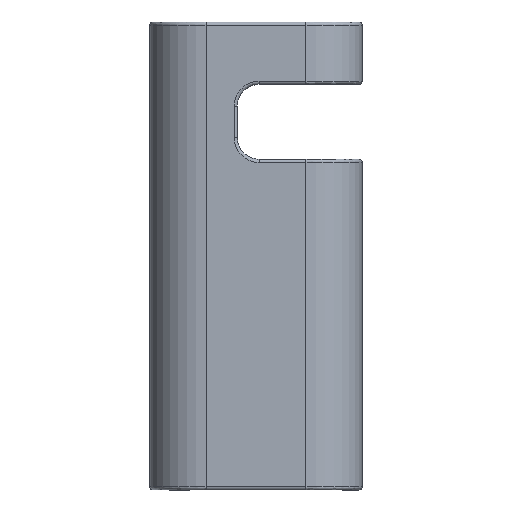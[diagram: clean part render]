
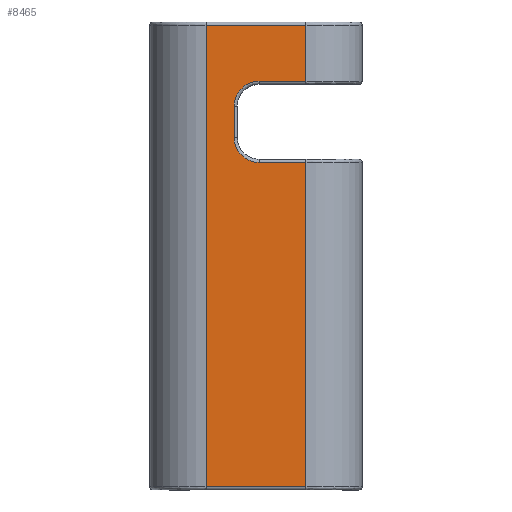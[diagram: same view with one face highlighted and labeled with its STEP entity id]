
A CAD part, left-side view. The second image highlights one B-rep face of the part: STEP entity #8465.
In plain terms, the highlighted planar face has unit normal (-1, 0, 0).
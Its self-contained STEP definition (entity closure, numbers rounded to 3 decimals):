
#110 = VERTEX_POINT ( 'NONE', #7866 ) ;
#184 = VERTEX_POINT ( 'NONE', #1359 ) ;
#502 = VECTOR ( 'NONE', #6704, 1000. ) ;
#691 = B_SPLINE_CURVE_WITH_KNOTS ( 'NONE', 3,
 ( #7975, #7127, #2808, #8963, #9070, #10267 ),
 .UNSPECIFIED., .F., .F.,
 ( 4, 2, 4 ),
 ( 0., 0.5, 1. ),
 .UNSPECIFIED. ) ;
#694 = VERTEX_POINT ( 'NONE', #7702 ) ;
#701 = VECTOR ( 'NONE', #10607, 1000. ) ;
#759 = VERTEX_POINT ( 'NONE', #9427 ) ;
#1206 = DIRECTION ( 'NONE',  ( 0., 0., 1. ) ) ;
#1359 = CARTESIAN_POINT ( 'NONE',  ( -1.46, -1.118, -3.785 ) ) ;
#1481 = DIRECTION ( 'NONE',  ( 0., -1., 0. ) ) ;
#1529 = VERTEX_POINT ( 'NONE', #8276 ) ;
#1694 = CARTESIAN_POINT ( 'NONE',  ( -1.46, -1.118, -0.025 ) ) ;
#1703 = EDGE_CURVE ( 'NONE', #1529, #110, #4556, .T. ) ;
#1964 = CARTESIAN_POINT ( 'NONE',  ( -1.46, -0.305, -0.025 ) ) ;
#1976 = EDGE_CURVE ( 'NONE', #11127, #2076, #10104, .T. ) ;
#2076 = VERTEX_POINT ( 'NONE', #1694 ) ;
#2127 = CARTESIAN_POINT ( 'NONE',  ( -1.46, -1.118, -0.483 ) ) ;
#2139 = ORIENTED_EDGE ( 'NONE', *, *, #4337, .F. ) ;
#2283 = CARTESIAN_POINT ( 'NONE',  ( -1.46, -0.305, -3.81 ) ) ;
#2538 = EDGE_CURVE ( 'NONE', #694, #759, #10687, .T. ) ;
#2569 = CARTESIAN_POINT ( 'NONE',  ( -1.46, 0.152, -3.81 ) ) ;
#2808 = CARTESIAN_POINT ( 'NONE',  ( -1.46, -0.554, -0.582 ) ) ;
#2859 = CARTESIAN_POINT ( 'NONE',  ( -1.46, -0.305, -3.785 ) ) ;
#2929 = VECTOR ( 'NONE', #4720, 1000. ) ;
#3018 = LINE ( 'NONE', #6475, #6446 ) ;
#3075 = CARTESIAN_POINT ( 'NONE',  ( -1.46, -0.533, -0.996 ) ) ;
#3133 = CARTESIAN_POINT ( 'NONE',  ( -1.46, -0.681, -1.143 ) ) ;
#3312 = ORIENTED_EDGE ( 'NONE', *, *, #10914, .T. ) ;
#3798 = CARTESIAN_POINT ( 'NONE',  ( -1.46, -1.118, -3.81 ) ) ;
#3823 = CARTESIAN_POINT ( 'NONE',  ( -1.46, -0.633, -1.123 ) ) ;
#4114 = CARTESIAN_POINT ( 'NONE',  ( -1.46, 0.152, -0.025 ) ) ;
#4168 = DIRECTION ( 'NONE',  ( 0., -1., 0. ) ) ;
#4337 = EDGE_CURVE ( 'NONE', #9451, #9920, #6265, .T. ) ;
#4556 = LINE ( 'NONE', #8021, #4733 ) ;
#4720 = DIRECTION ( 'NONE',  ( 0., 0., 1. ) ) ;
#4733 = VECTOR ( 'NONE', #10790, 1000. ) ;
#4846 = CARTESIAN_POINT ( 'NONE',  ( -1.46, -0.737, -1.143 ) ) ;
#4892 = PLANE ( 'NONE',  #7979 ) ;
#5082 = VECTOR ( 'NONE', #7709, 1000. ) ;
#5127 = CARTESIAN_POINT ( 'NONE',  ( -1.46, 0.152, -3.785 ) ) ;
#5204 = ORIENTED_EDGE ( 'NONE', *, *, #2538, .T. ) ;
#5232 = ORIENTED_EDGE ( 'NONE', *, *, #10211, .T. ) ;
#5644 = CARTESIAN_POINT ( 'NONE',  ( -1.46, -0.553, -1.044 ) ) ;
#5751 = EDGE_CURVE ( 'NONE', #184, #1529, #6466, .T. ) ;
#5759 = CARTESIAN_POINT ( 'NONE',  ( -1.46, -0.533, -0.94 ) ) ;
#5768 = ORIENTED_EDGE ( 'NONE', *, *, #9653, .T. ) ;
#6099 = ORIENTED_EDGE ( 'NONE', *, *, #1703, .T. ) ;
#6265 = LINE ( 'NONE', #2283, #502 ) ;
#6382 = FACE_OUTER_BOUND ( 'NONE', #9260, .T. ) ;
#6446 = VECTOR ( 'NONE', #8079, 1000. ) ;
#6466 = LINE ( 'NONE', #3798, #701 ) ;
#6475 = CARTESIAN_POINT ( 'NONE',  ( -1.46, 0.152, -0.483 ) ) ;
#6704 = DIRECTION ( 'NONE',  ( 0., 0., 1. ) ) ;
#6980 = EDGE_CURVE ( 'NONE', #2076, #9920, #9490, .T. ) ;
#7127 = CARTESIAN_POINT ( 'NONE',  ( -1.46, -0.533, -0.63 ) ) ;
#7499 = VECTOR ( 'NONE', #1206, 1000. ) ;
#7504 = CARTESIAN_POINT ( 'NONE',  ( -1.46, -1.118, -3.81 ) ) ;
#7625 = ORIENTED_EDGE ( 'NONE', *, *, #1976, .T. ) ;
#7702 = CARTESIAN_POINT ( 'NONE',  ( -1.46, -0.533, -0.94 ) ) ;
#7709 = DIRECTION ( 'NONE',  ( 0., 1., 0. ) ) ;
#7866 = CARTESIAN_POINT ( 'NONE',  ( -1.46, -0.737, -1.143 ) ) ;
#7975 = CARTESIAN_POINT ( 'NONE',  ( -1.46, -0.533, -0.686 ) ) ;
#7979 = AXIS2_PLACEMENT_3D ( 'NONE', #2569, #11075, #1481 ) ;
#8021 = CARTESIAN_POINT ( 'NONE',  ( -1.46, 0.152, -1.143 ) ) ;
#8079 = DIRECTION ( 'NONE',  ( 0., -1., 0. ) ) ;
#8187 = ORIENTED_EDGE ( 'NONE', *, *, #5751, .T. ) ;
#8276 = CARTESIAN_POINT ( 'NONE',  ( -1.46, -1.118, -1.143 ) ) ;
#8278 = CARTESIAN_POINT ( 'NONE',  ( -1.46, -0.533, -3.81 ) ) ;
#8465 = ADVANCED_FACE ( 'NONE', ( #6382 ), #4892, .T. ) ;
#8610 = CARTESIAN_POINT ( 'NONE',  ( -1.46, -0.737, -0.483 ) ) ;
#8818 = VECTOR ( 'NONE', #4168, 1000. ) ;
#8952 = EDGE_CURVE ( 'NONE', #110, #694, #10763, .T. ) ;
#8963 = CARTESIAN_POINT ( 'NONE',  ( -1.46, -0.632, -0.502 ) ) ;
#9070 = CARTESIAN_POINT ( 'NONE',  ( -1.46, -0.68, -0.483 ) ) ;
#9260 = EDGE_LOOP ( 'NONE', ( #5232, #5768, #7625, #9328, #2139, #3312, #8187, #6099, #10136, #5204 ) ) ;
#9328 = ORIENTED_EDGE ( 'NONE', *, *, #6980, .T. ) ;
#9427 = CARTESIAN_POINT ( 'NONE',  ( -1.46, -0.533, -0.686 ) ) ;
#9451 = VERTEX_POINT ( 'NONE', #2859 ) ;
#9490 = LINE ( 'NONE', #4114, #5082 ) ;
#9653 = EDGE_CURVE ( 'NONE', #10951, #11127, #3018, .T. ) ;
#9920 = VERTEX_POINT ( 'NONE', #1964 ) ;
#10104 = LINE ( 'NONE', #7504, #2929 ) ;
#10136 = ORIENTED_EDGE ( 'NONE', *, *, #8952, .T. ) ;
#10167 = LINE ( 'NONE', #5127, #8818 ) ;
#10211 = EDGE_CURVE ( 'NONE', #759, #10951, #691, .T. ) ;
#10267 = CARTESIAN_POINT ( 'NONE',  ( -1.46, -0.737, -0.483 ) ) ;
#10607 = DIRECTION ( 'NONE',  ( 0., 0., 1. ) ) ;
#10687 = LINE ( 'NONE', #8278, #7499 ) ;
#10763 = B_SPLINE_CURVE_WITH_KNOTS ( 'NONE', 3,
 ( #4846, #3133, #3823, #5644, #3075, #5759 ),
 .UNSPECIFIED., .F., .F.,
 ( 4, 2, 4 ),
 ( 0., 0.5, 1. ),
 .UNSPECIFIED. ) ;
#10790 = DIRECTION ( 'NONE',  ( 0., 1., 0. ) ) ;
#10914 = EDGE_CURVE ( 'NONE', #9451, #184, #10167, .T. ) ;
#10951 = VERTEX_POINT ( 'NONE', #8610 ) ;
#11075 = DIRECTION ( 'NONE',  ( -1., 0., 0. ) ) ;
#11127 = VERTEX_POINT ( 'NONE', #2127 ) ;
